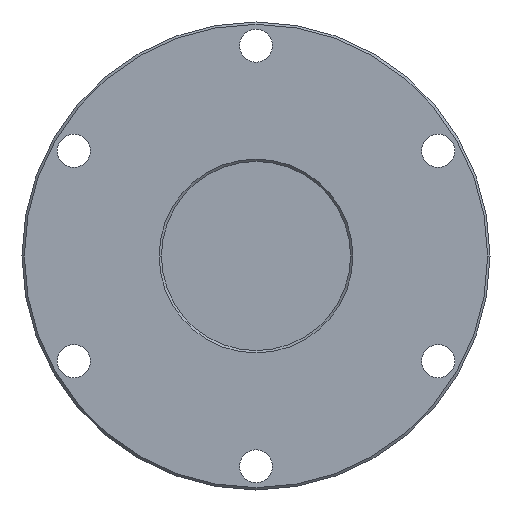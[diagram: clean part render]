
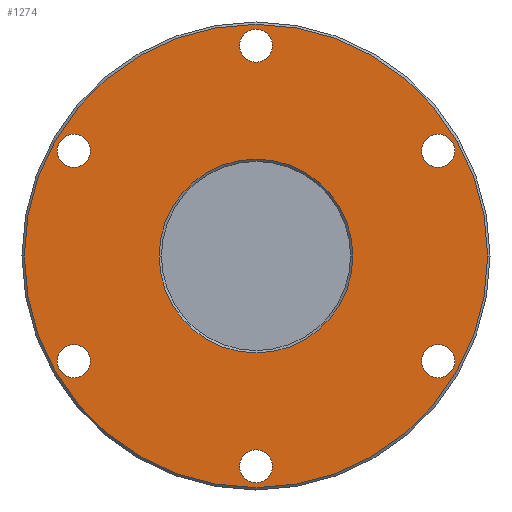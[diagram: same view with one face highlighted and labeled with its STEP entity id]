
A CAD part, left-side view. The second image highlights one B-rep face of the part: STEP entity #1274.
In plain terms, the highlighted planar face has unit normal (-1, 0, 0).
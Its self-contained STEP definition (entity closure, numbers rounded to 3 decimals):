
#351=CARTESIAN_POINT('',(0.,77.076,-44.5));
#352=DIRECTION('',(1.,0.,0.));
#353=DIRECTION('',(0.,1.,0.));
#354=AXIS2_PLACEMENT_3D('',#351,#352,#353);
#356=CARTESIAN_POINT('',(0.,77.076,-44.5));
#357=DIRECTION('',(1.,0.,0.));
#358=DIRECTION('',(0.,-1.,0.));
#359=AXIS2_PLACEMENT_3D('',#356,#357,#358);
#361=CARTESIAN_POINT('',(0.,77.076,44.5));
#362=DIRECTION('',(1.,0.,0.));
#363=DIRECTION('',(0.,0.5,0.866));
#364=AXIS2_PLACEMENT_3D('',#361,#362,#363);
#366=CARTESIAN_POINT('',(0.,77.076,44.5));
#367=DIRECTION('',(1.,0.,0.));
#368=DIRECTION('',(0.,-0.5,-0.866));
#369=AXIS2_PLACEMENT_3D('',#366,#367,#368);
#371=CARTESIAN_POINT('',(0.,0.,89.));
#372=DIRECTION('',(1.,0.,0.));
#373=DIRECTION('',(0.,-0.5,0.866));
#374=AXIS2_PLACEMENT_3D('',#371,#372,#373);
#376=CARTESIAN_POINT('',(0.,0.,89.));
#377=DIRECTION('',(1.,0.,0.));
#378=DIRECTION('',(0.,0.5,-0.866));
#379=AXIS2_PLACEMENT_3D('',#376,#377,#378);
#381=CARTESIAN_POINT('',(0.,-77.076,44.5));
#382=DIRECTION('',(1.,0.,0.));
#383=DIRECTION('',(0.,-1.,0.));
#384=AXIS2_PLACEMENT_3D('',#381,#382,#383);
#386=CARTESIAN_POINT('',(0.,-77.076,44.5));
#387=DIRECTION('',(1.,0.,0.));
#388=DIRECTION('',(0.,1.,0.));
#389=AXIS2_PLACEMENT_3D('',#386,#387,#388);
#391=CARTESIAN_POINT('',(0.,-77.076,-44.5));
#392=DIRECTION('',(1.,0.,0.));
#393=DIRECTION('',(0.,-0.5,-0.866));
#394=AXIS2_PLACEMENT_3D('',#391,#392,#393);
#396=CARTESIAN_POINT('',(0.,-77.076,-44.5));
#397=DIRECTION('',(1.,0.,0.));
#398=DIRECTION('',(0.,0.5,0.866));
#399=AXIS2_PLACEMENT_3D('',#396,#397,#398);
#401=CARTESIAN_POINT('',(0.,0.,-89.));
#402=DIRECTION('',(1.,0.,0.));
#403=DIRECTION('',(0.,0.5,-0.866));
#404=AXIS2_PLACEMENT_3D('',#401,#402,#403);
#406=CARTESIAN_POINT('',(0.,0.,-89.));
#407=DIRECTION('',(1.,0.,0.));
#408=DIRECTION('',(0.,-0.5,0.866));
#409=AXIS2_PLACEMENT_3D('',#406,#407,#408);
#411=CARTESIAN_POINT('',(0.,0.,0.));
#412=DIRECTION('',(-1.,0.,0.));
#413=DIRECTION('',(0.,1.,0.));
#414=AXIS2_PLACEMENT_3D('',#411,#412,#413);
#416=CARTESIAN_POINT('',(0.,0.,0.));
#417=DIRECTION('',(-1.,0.,0.));
#418=DIRECTION('',(0.,-1.,0.));
#419=AXIS2_PLACEMENT_3D('',#416,#417,#418);
#421=CARTESIAN_POINT('',(0.,0.,0.));
#422=DIRECTION('',(-1.,0.,0.));
#423=DIRECTION('',(0.,-1.,0.));
#424=AXIS2_PLACEMENT_3D('',#421,#422,#423);
#426=CARTESIAN_POINT('',(0.,0.,0.));
#427=DIRECTION('',(-1.,0.,0.));
#428=DIRECTION('',(0.,1.,0.));
#429=AXIS2_PLACEMENT_3D('',#426,#427,#428);
#671=CARTESIAN_POINT('',(0.,84.076,-44.5));
#672=CARTESIAN_POINT('',(0.,70.076,-44.5));
#673=VERTEX_POINT('',#671);
#674=VERTEX_POINT('',#672);
#679=CARTESIAN_POINT('',(0.,80.576,50.562));
#680=CARTESIAN_POINT('',(0.,73.576,38.438));
#681=VERTEX_POINT('',#679);
#682=VERTEX_POINT('',#680);
#687=CARTESIAN_POINT('',(0.,-3.5,95.062));
#688=CARTESIAN_POINT('',(0.,3.5,82.938));
#689=VERTEX_POINT('',#687);
#690=VERTEX_POINT('',#688);
#695=CARTESIAN_POINT('',(0.,-84.076,44.5));
#696=CARTESIAN_POINT('',(0.,-70.076,44.5));
#697=VERTEX_POINT('',#695);
#698=VERTEX_POINT('',#696);
#703=CARTESIAN_POINT('',(0.,-80.576,-50.562));
#704=CARTESIAN_POINT('',(0.,-73.576,-38.438));
#705=VERTEX_POINT('',#703);
#706=VERTEX_POINT('',#704);
#711=CARTESIAN_POINT('',(0.,3.5,-95.062));
#712=CARTESIAN_POINT('',(0.,-3.5,-82.938));
#713=VERTEX_POINT('',#711);
#714=VERTEX_POINT('',#712);
#715=CARTESIAN_POINT('',(0.,98.,0.));
#716=CARTESIAN_POINT('',(0.,-98.,0.));
#717=VERTEX_POINT('',#715);
#718=VERTEX_POINT('',#716);
#751=CARTESIAN_POINT('',(0.,-41.,0.));
#752=CARTESIAN_POINT('',(0.,41.,0.));
#753=VERTEX_POINT('',#751);
#754=VERTEX_POINT('',#752);
#1223=CARTESIAN_POINT('',(0.,0.,0.));
#1224=DIRECTION('',(1.,0.,0.));
#1225=DIRECTION('',(0.,-1.,0.));
#1226=AXIS2_PLACEMENT_3D('',#1223,#1224,#1225);
#1227=PLANE('',#1226);
#1229=ORIENTED_EDGE('',*,*,#1228,.F.);
#1231=ORIENTED_EDGE('',*,*,#1230,.F.);
#1232=EDGE_LOOP('',(#1229,#1231));
#1233=FACE_OUTER_BOUND('',#1232,.F.);
#1235=ORIENTED_EDGE('',*,*,#1234,.F.);
#1237=ORIENTED_EDGE('',*,*,#1236,.F.);
#1238=EDGE_LOOP('',(#1235,#1237));
#1239=FACE_BOUND('',#1238,.F.);
#1241=ORIENTED_EDGE('',*,*,#1240,.F.);
#1243=ORIENTED_EDGE('',*,*,#1242,.F.);
#1244=EDGE_LOOP('',(#1241,#1243));
#1245=FACE_BOUND('',#1244,.F.);
#1247=ORIENTED_EDGE('',*,*,#1246,.F.);
#1249=ORIENTED_EDGE('',*,*,#1248,.F.);
#1250=EDGE_LOOP('',(#1247,#1249));
#1251=FACE_BOUND('',#1250,.F.);
#1253=ORIENTED_EDGE('',*,*,#1252,.F.);
#1255=ORIENTED_EDGE('',*,*,#1254,.F.);
#1256=EDGE_LOOP('',(#1253,#1255));
#1257=FACE_BOUND('',#1256,.F.);
#1259=ORIENTED_EDGE('',*,*,#1258,.F.);
#1261=ORIENTED_EDGE('',*,*,#1260,.F.);
#1262=EDGE_LOOP('',(#1259,#1261));
#1263=FACE_BOUND('',#1262,.F.);
#1264=ORIENTED_EDGE('',*,*,#1203,.F.);
#1265=ORIENTED_EDGE('',*,*,#1217,.F.);
#1266=EDGE_LOOP('',(#1264,#1265));
#1267=FACE_BOUND('',#1266,.F.);
#1269=ORIENTED_EDGE('',*,*,#1268,.T.);
#1271=ORIENTED_EDGE('',*,*,#1270,.T.);
#1272=EDGE_LOOP('',(#1269,#1271));
#1273=FACE_BOUND('',#1272,.F.);
#1274=ADVANCED_FACE('',(#1233,#1239,#1245,#1251,#1257,#1263,#1267,#1273),#1227,
.F.);
#355=CIRCLE('',#354,7.);
#360=CIRCLE('',#359,7.);
#365=CIRCLE('',#364,7.);
#370=CIRCLE('',#369,7.);
#375=CIRCLE('',#374,7.);
#380=CIRCLE('',#379,7.);
#385=CIRCLE('',#384,7.);
#390=CIRCLE('',#389,7.);
#395=CIRCLE('',#394,7.);
#400=CIRCLE('',#399,7.);
#405=CIRCLE('',#404,7.);
#410=CIRCLE('',#409,7.);
#415=CIRCLE('',#414,98.);
#420=CIRCLE('',#419,98.);
#425=CIRCLE('',#424,41.);
#430=CIRCLE('',#429,41.);
#1203=EDGE_CURVE('',#673,#674,#355,.T.);
#1217=EDGE_CURVE('',#674,#673,#360,.T.);
#1228=EDGE_CURVE('',#717,#718,#415,.T.);
#1230=EDGE_CURVE('',#718,#717,#420,.T.);
#1234=EDGE_CURVE('',#681,#682,#365,.T.);
#1236=EDGE_CURVE('',#682,#681,#370,.T.);
#1240=EDGE_CURVE('',#689,#690,#375,.T.);
#1242=EDGE_CURVE('',#690,#689,#380,.T.);
#1246=EDGE_CURVE('',#697,#698,#385,.T.);
#1248=EDGE_CURVE('',#698,#697,#390,.T.);
#1252=EDGE_CURVE('',#705,#706,#395,.T.);
#1254=EDGE_CURVE('',#706,#705,#400,.T.);
#1258=EDGE_CURVE('',#713,#714,#405,.T.);
#1260=EDGE_CURVE('',#714,#713,#410,.T.);
#1268=EDGE_CURVE('',#753,#754,#425,.T.);
#1270=EDGE_CURVE('',#754,#753,#430,.T.);
